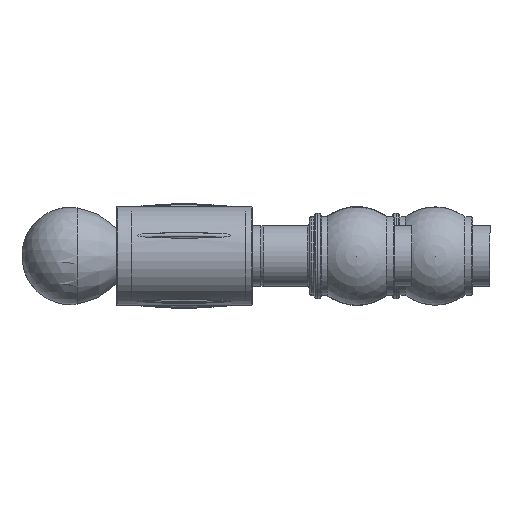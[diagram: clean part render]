
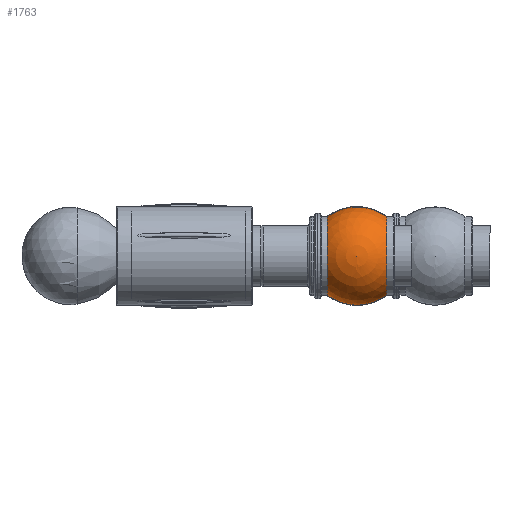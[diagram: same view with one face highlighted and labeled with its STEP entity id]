
A CAD part, left-side view. The second image highlights one B-rep face of the part: STEP entity #1763.
In plain terms, the highlighted spherical face has radius 56.5 mm.
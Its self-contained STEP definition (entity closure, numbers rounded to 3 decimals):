
#1563=CARTESIAN_POINT('',(7.599,28.835,44.354));
#1564=VERTEX_POINT('',#1563);
#1565=CARTESIAN_POINT('',(-7.599,28.835,44.354));
#1566=VERTEX_POINT('',#1565);
#1583=CARTESIAN_POINT('',(7.599,97.165,44.354));
#1584=VERTEX_POINT('',#1583);
#1585=CARTESIAN_POINT('',(0.0,63.,44.354));
#1586=DIRECTION('',(0.0,0.0,-1.0));
#1587=DIRECTION('',(-1.0,0.0,0.0));
#1588=AXIS2_PLACEMENT_3D('',#1585,#1586,#1587);
#1589=CIRCLE('',#1588,35.0);
#1590=EDGE_CURVE('',#1584,#1564,#1589,.T.);
#1592=CARTESIAN_POINT('',(-7.599,97.165,44.354));
#1593=VERTEX_POINT('',#1592);
#1610=CARTESIAN_POINT('',(0.0,63.,44.354));
#1611=DIRECTION('',(0.0,0.0,-1.0));
#1612=DIRECTION('',(-1.0,0.0,0.0));
#1613=AXIS2_PLACEMENT_3D('',#1610,#1611,#1612);
#1614=CIRCLE('',#1613,35.0);
#1615=EDGE_CURVE('',#1566,#1593,#1614,.T.);
#1635=CARTESIAN_POINT('',(0.0,97.165,0.0));
#1636=DIRECTION('',(0.0,1.0,0.0));
#1637=DIRECTION('',(-1.0,0.0,0.0));
#1638=AXIS2_PLACEMENT_3D('',#1635,#1636,#1637);
#1639=CIRCLE('',#1638,45.);
#1640=EDGE_CURVE('',#1584,#1593,#1639,.T.);
#1739=CARTESIAN_POINT('',(0.0,28.835,0.0));
#1740=DIRECTION('',(0.0,1.0,0.0));
#1741=DIRECTION('',(-1.0,0.0,0.0));
#1742=AXIS2_PLACEMENT_3D('',#1739,#1740,#1741);
#1743=CIRCLE('',#1742,45.);
#1744=EDGE_CURVE('',#1564,#1566,#1743,.T.);
#1752=CARTESIAN_POINT('',(0.,63.,0.0));
#1753=DIRECTION('',(0.0,0.0,1.0));
#1754=DIRECTION('',(1.0,0.0,0.0));
#1755=AXIS2_PLACEMENT_3D('',#1752,#1753,#1754);
#1756=SPHERICAL_SURFACE('',#1755,56.5);
#1757=ORIENTED_EDGE('',*,*,#1615,.T.);
#1758=ORIENTED_EDGE('',*,*,#1640,.F.);
#1759=ORIENTED_EDGE('',*,*,#1590,.T.);
#1760=ORIENTED_EDGE('',*,*,#1744,.T.);
#1761=EDGE_LOOP('',(#1757,#1758,#1759,#1760));
#1762=FACE_OUTER_BOUND('',#1761,.T.);
#1763=ADVANCED_FACE('',(#1762),#1756,.T.);
